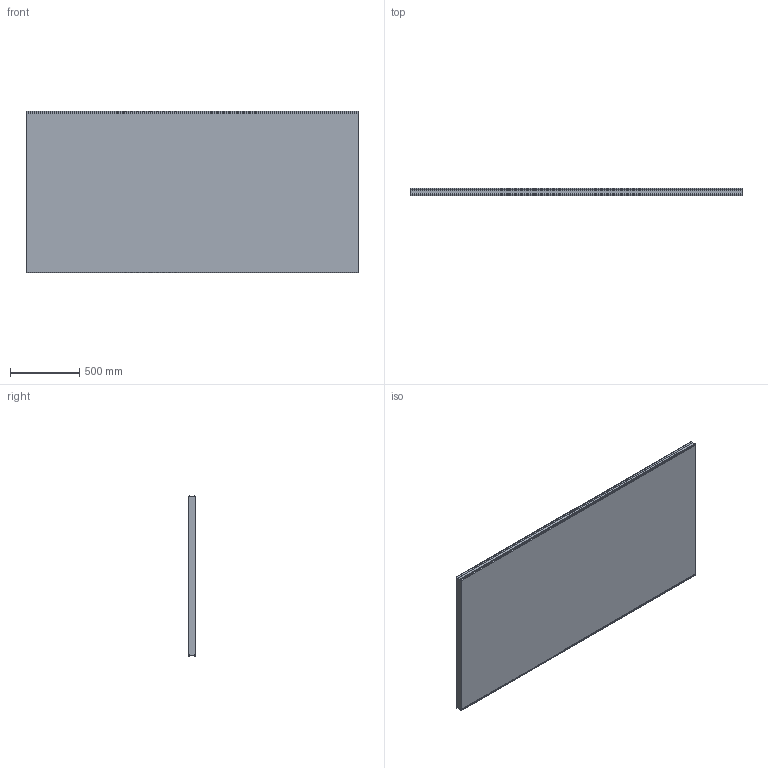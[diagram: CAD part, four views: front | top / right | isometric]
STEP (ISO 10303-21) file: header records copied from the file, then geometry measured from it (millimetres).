
FILE_DESCRIPTION (( 'STEP AP203' ), '1' );
FILE_NAME ('CELL V02 MODIFIED PANEL_REV_.step', '2025-08-17T03:59:09', ( '' ), ( '' ), 'SwSTEP 2.0', 'SolidWorks 2024', '' );
FILE_SCHEMA (( 'CONFIG_CONTROL_DESIGN' ));
Length unit declared in the file: millimetre
Products named in the file (2): TMP-0010_TMP-0010-H; CELL V02 MODIFIED PANEL_REV_
Assembly tree (1 placements, depth 2):
  CELL V02 MODIFIED PANEL_REV_
    TMP-0010_TMP-0010-H
Bounding box: 2400 x 50 x 1164 mm (x, y, z)
Volume: 137452181.8 mm3; surface area: 17436209.2 mm2
Topology: 3 solids, 3 shells, 82 faces, 228 edges, 152 vertices
Faces by surface type: plane 46, cylinder 36
Entity records: 2836 total; most frequent: DIRECTION 472, CARTESIAN_POINT 466, ORIENTED_EDGE 456, EDGE_CURVE 228, AXIS2_PLACEMENT_3D 158, VECTOR 156, LINE 156, VERTEX_POINT 152
